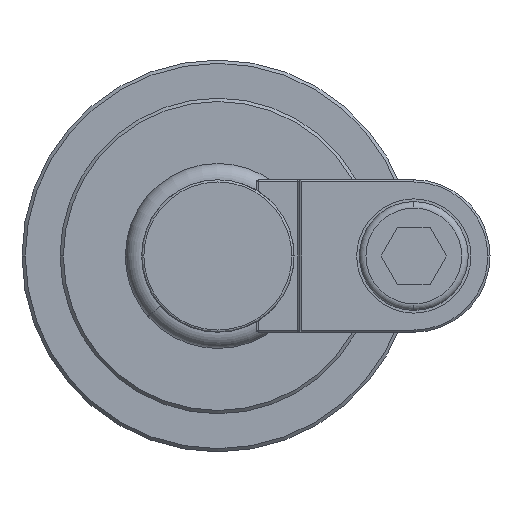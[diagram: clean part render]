
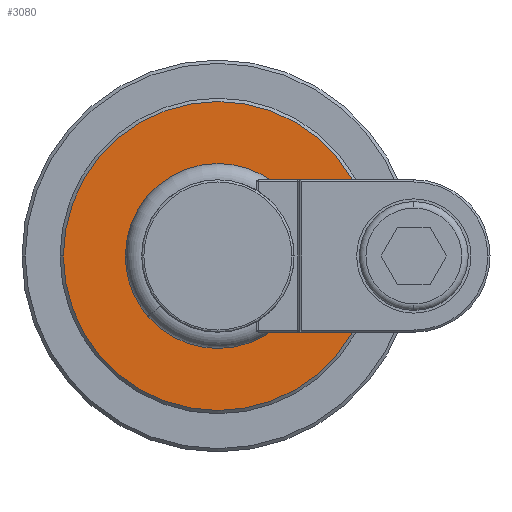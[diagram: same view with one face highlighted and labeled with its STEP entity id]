
A CAD part, front view. The second image highlights one B-rep face of the part: STEP entity #3080.
In plain terms, the highlighted planar face has unit normal (0, -1, 0).
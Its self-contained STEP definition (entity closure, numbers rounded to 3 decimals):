
#532 = CIRCLE ( 'NONE', #3301, 8.375 ) ;
#1007 = DIRECTION ( 'NONE',  ( 0., 1., 0. ) ) ;
#2172 = CARTESIAN_POINT ( 'NONE',  ( 7.581, -11.988, 12.25 ) ) ;
#2317 = DIRECTION ( 'NONE',  ( -1., 0., 0. ) ) ;
#3080 = ADVANCED_FACE ( 'NONE', ( #31131, #32003 ), #37845, .F. ) ;
#3301 = AXIS2_PLACEMENT_3D ( 'NONE', #27818, #1007, #4268 ) ;
#4268 = DIRECTION ( 'NONE',  ( -1., 0., 0. ) ) ;
#5155 = AXIS2_PLACEMENT_3D ( 'NONE', #31922, #42292, #2317 ) ;
#5334 = CIRCLE ( 'NONE', #6048, 14.2 ) ;
#6048 = AXIS2_PLACEMENT_3D ( 'NONE', #37719, #14379, #27160 ) ;
#7023 = VERTEX_POINT ( 'NONE', #28115 ) ;
#8189 = DIRECTION ( 'NONE',  ( 0., 1., 0. ) ) ;
#10681 = ORIENTED_EDGE ( 'NONE', *, *, #18812, .T. ) ;
#11360 = VERTEX_POINT ( 'NONE', #12913 ) ;
#12913 = CARTESIAN_POINT ( 'NONE',  ( -6.619, -11.988, 0. ) ) ;
#13772 = EDGE_LOOP ( 'NONE', ( #23393, #25046 ) ) ;
#14379 = DIRECTION ( 'NONE',  ( 0., -1., 0. ) ) ;
#16517 = DIRECTION ( 'NONE',  ( 0., -1., 0. ) ) ;
#16815 = CARTESIAN_POINT ( 'NONE',  ( 15.956, -11.988, 0. ) ) ;
#18166 = DIRECTION ( 'NONE',  ( -1., 0., 0. ) ) ;
#18812 = EDGE_CURVE ( 'NONE', #34333, #41248, #532, .T. ) ;
#23070 = EDGE_LOOP ( 'NONE', ( #35944, #10681 ) ) ;
#23393 = ORIENTED_EDGE ( 'NONE', *, *, #38294, .T. ) ;
#25046 = ORIENTED_EDGE ( 'NONE', *, *, #33726, .T. ) ;
#25934 = CIRCLE ( 'NONE', #30073, 14.2 ) ;
#26199 = CARTESIAN_POINT ( 'NONE',  ( -0.794, -11.988, 0. ) ) ;
#26282 = CARTESIAN_POINT ( 'NONE',  ( 7.581, -11.988, 0. ) ) ;
#26614 = CIRCLE ( 'NONE', #5155, 8.375 ) ;
#27100 = AXIS2_PLACEMENT_3D ( 'NONE', #2172, #8189, #18166 ) ;
#27160 = DIRECTION ( 'NONE',  ( -1., 0., 0. ) ) ;
#27818 = CARTESIAN_POINT ( 'NONE',  ( 7.581, -11.988, 0. ) ) ;
#28115 = CARTESIAN_POINT ( 'NONE',  ( 21.781, -11.988, 0. ) ) ;
#30073 = AXIS2_PLACEMENT_3D ( 'NONE', #26282, #16517, #35776 ) ;
#31131 = FACE_BOUND ( 'NONE', #23070, .T. ) ;
#31922 = CARTESIAN_POINT ( 'NONE',  ( 7.581, -11.988, 0. ) ) ;
#32003 = FACE_OUTER_BOUND ( 'NONE', #13772, .T. ) ;
#33339 = EDGE_CURVE ( 'NONE', #41248, #34333, #26614, .T. ) ;
#33726 = EDGE_CURVE ( 'NONE', #7023, #11360, #25934, .T. ) ;
#34333 = VERTEX_POINT ( 'NONE', #16815 ) ;
#35776 = DIRECTION ( 'NONE',  ( -1., 0., 0. ) ) ;
#35944 = ORIENTED_EDGE ( 'NONE', *, *, #33339, .T. ) ;
#37719 = CARTESIAN_POINT ( 'NONE',  ( 7.581, -11.988, 0. ) ) ;
#37845 = PLANE ( 'NONE',  #27100 ) ;
#38294 = EDGE_CURVE ( 'NONE', #11360, #7023, #5334, .T. ) ;
#41248 = VERTEX_POINT ( 'NONE', #26199 ) ;
#42292 = DIRECTION ( 'NONE',  ( 0., 1., 0. ) ) ;
